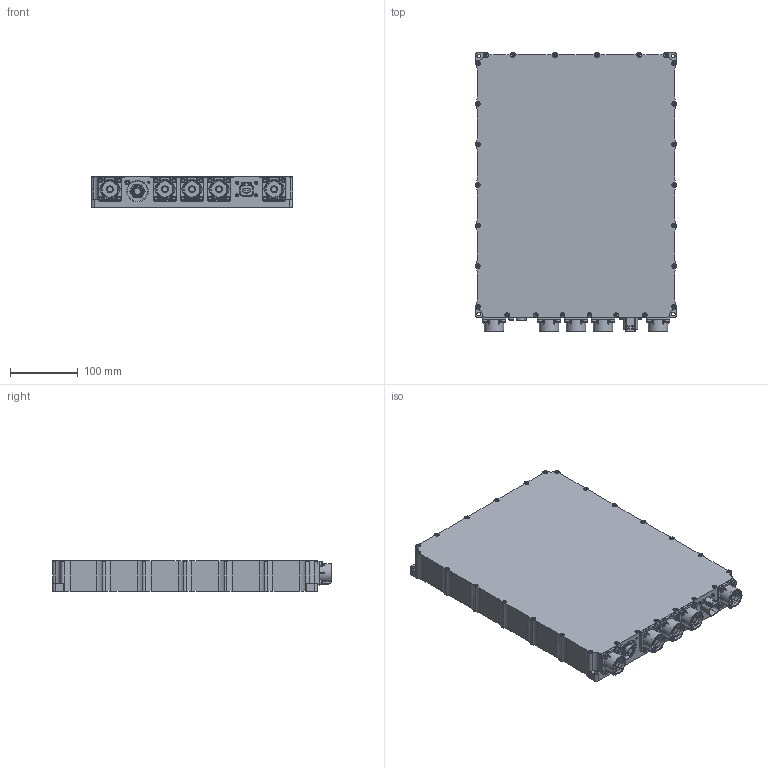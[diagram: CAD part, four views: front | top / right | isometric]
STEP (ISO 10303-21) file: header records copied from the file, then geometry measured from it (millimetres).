
FILE_DESCRIPTION(('STEP AP242 Edition 2','STEP AP242 Edition 2''CAx-IF Rec.Pracs.---Representation and Presentation of Product Manufacturing Information (PMI)---4.0---2014-10-13','STEP AP242 Edition 2''CAx-IF Rec.Pracs.---Representation and Presentation of Product Manufacturing Information (PMI)---4.0---2014-10-13''CAx-IF Rec.Pracs.---3D Tessellated Geometry---0.4---2014-09-14','STEP AP242 Edition 2''CAx-IF Rec.Pracs.---Representation and Presentation of Product Manufacturing Information (PMI)---4.0---2014-10-13''CAx-IF Rec.Pracs.---3D Tessellated Geometry---0.4---2014-09-14''2;1','STEP AP242 Edition 2''CAx-IF Rec.Pracs.---Representation and Presentation of Product Manufacturing Information (PMI)---4.0---2014-10-13''CAx-IF Rec.Pracs.---3D Tessellated Geometry---0.4---2014-09-14''2;1''CAx-IF Rec.Pracs.---User Defined Attributes---1.5---2016-08-15'),'2;1');
FILE_NAME('AVL PUBLIC STEP - STEINMETZ MC0-500.step','2026-04-03T21:34:44',(''),(''),'ST-DEVELOPER v20','ONSHAPE BY PTC INC, 1.213',' ');
FILE_SCHEMA(('AP242_MANAGED_MODEL_BASED_3D_ENGINEERING_MIM_LF { 1 0 10303 442 3 1 4 }'));
Products named in the file (1): STEINMETZ MC0-500
Bounding box: 298 x 412.76 x 45 mm (x, y, z)
Volume: 5165794 mm3; surface area: 323637.2 mm2
Topology: 1 solids, 62 shells, 2776 faces, 7066 edges, 4584 vertices
Faces by surface type: cylinder 1032, plane 968, bspline 482, cone 194, torus 100
Full cylindrical faces by diameter (mm): 0.7 x1, 1.003 x2, 4 x51, 4.2 x4, 4.5 x55, 5.5 x4, 5.9 x26, 6 x4, 7 x21, 8.4 x51, 9.9 x5, 10 x5, 10.1 x1, 10.996 x2, 12.65 x1, 15.9 x1, 25.2 x5, 30 x1
Entity records: 85598 total; most frequent: CARTESIAN_POINT 21332, ORIENTED_EDGE 13088, DIRECTION 12500, EDGE_CURVE 6544, AXIS2_PLACEMENT_3D 4714, VERTEX_POINT 4482, FACE_BOUND 3478, EDGE_LOOP 3474
